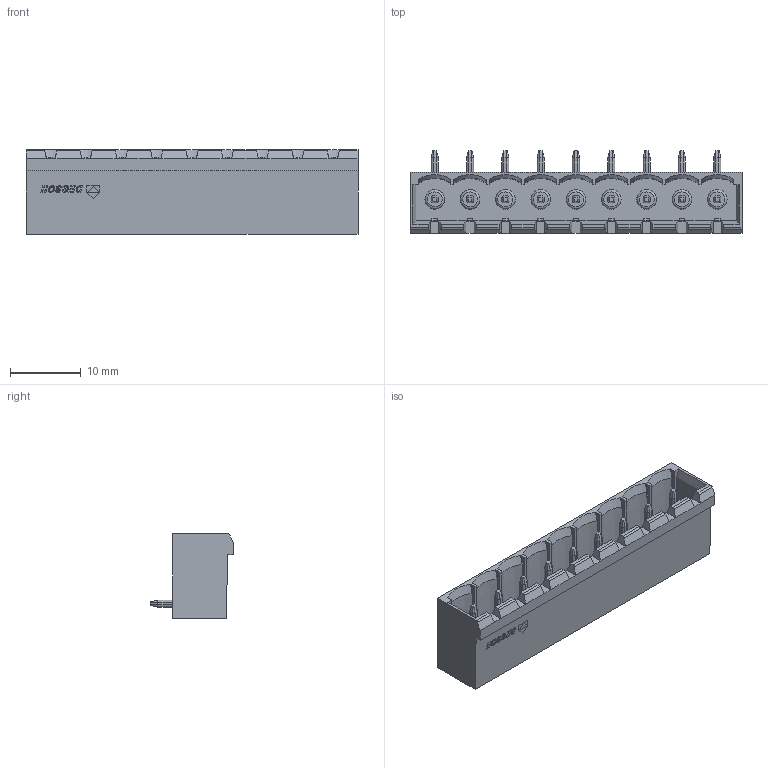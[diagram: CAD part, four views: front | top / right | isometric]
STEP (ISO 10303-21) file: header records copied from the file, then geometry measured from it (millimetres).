
FILE_DESCRIPTION(/* description */ (''),/* implementation_level */ '2;1');
FILE_NAME(/* name */ '2EDGRC-5.0-09P-14-100A(H).stp',/* time_stamp */ '2020-06-23T17:16:14+08:00',/* author */ (''),/* organization */ (''),/* preprocessor_version */ 'ST-DEVELOPER v15',/* originating_system */ 'SIEMENS PLM Software NX 8.5',/* authorisation */ '');
FILE_SCHEMA (('AUTOMOTIVE_DESIGN { 1 0 10303 214 3 1 1 1 }'));
Length unit declared in the file: millimetre
Products named in the file (1): Admi19D4A989cswh
Bounding box: 47 x 11.7 x 12 mm (x, y, z)
Volume: 2197.3 mm3; surface area: 3407.1 mm2
Topology: 1 solids, 1 shells, 893 faces, 2372 edges, 1518 vertices
Faces by surface type: plane 694, cone 99, cylinder 91, torus 9
Entity records: 27093 total; most frequent: CARTESIAN_POINT 5012, ORIENTED_EDGE 4676, DIRECTION 4357, EDGE_CURVE 2338, LINE 1947, VECTOR 1947, VERTEX_POINT 1502, AXIS2_PLACEMENT_3D 1205
